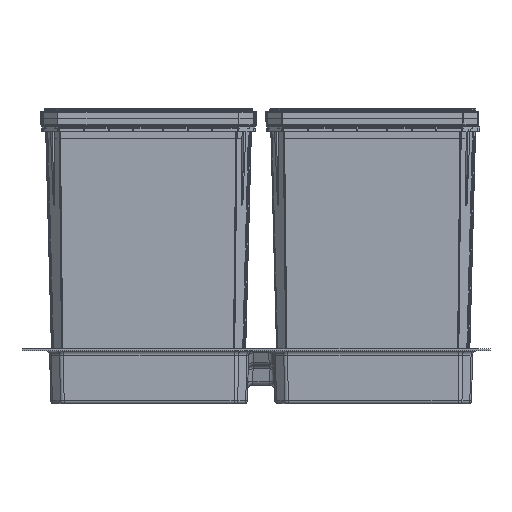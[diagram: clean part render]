
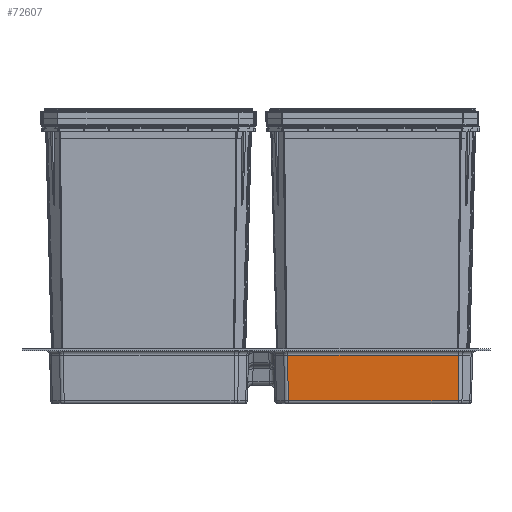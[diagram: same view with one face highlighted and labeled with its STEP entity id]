
A CAD part, front view. The second image highlights one B-rep face of the part: STEP entity #72607.
In plain terms, the highlighted face is planar.
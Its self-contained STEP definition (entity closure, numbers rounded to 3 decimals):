
#8624=FACE_OUTER_BOUND('',#12902,.T.);
#12902=EDGE_LOOP('',(#47697,#47698,#47699,#47700));
#17385=LINE('',#123487,#23026);
#17390=LINE('',#123538,#23031);
#17391=LINE('',#123539,#23032);
#17392=LINE('',#123540,#23033);
#23026=VECTOR('',#85945,1000.);
#23031=VECTOR('',#85956,1000.);
#23032=VECTOR('',#85957,1000.);
#23033=VECTOR('',#85958,1000.);
#28878=VERTEX_POINT('',#123485);
#28879=VERTEX_POINT('',#123486);
#28884=VERTEX_POINT('',#123536);
#28885=VERTEX_POINT('',#123537);
#35857=EDGE_CURVE('',#28878,#28879,#17385,.T.);
#35864=EDGE_CURVE('',#28884,#28885,#17390,.T.);
#35865=EDGE_CURVE('',#28885,#28878,#17391,.T.);
#35866=EDGE_CURVE('',#28884,#28879,#17392,.T.);
#47697=ORIENTED_EDGE('',*,*,#35864,.T.);
#47698=ORIENTED_EDGE('',*,*,#35865,.T.);
#47699=ORIENTED_EDGE('',*,*,#35857,.T.);
#47700=ORIENTED_EDGE('',*,*,#35866,.F.);
#66583=PLANE('',#77323);
#72607=ADVANCED_FACE('',(#8624),#66583,.T.);
#77323=AXIS2_PLACEMENT_3D('',#123535,#85954,#85955);
#85945=DIRECTION('',(-0.026,-0.011,1.));
#85954=DIRECTION('center_axis',(-1.,0.,
-0.026));
#85955=DIRECTION('ref_axis',(0.,-1.,0.));
#85956=DIRECTION('',(0.026,-0.011,-1.));
#85957=DIRECTION('',(0.,-1.,0.));
#85958=DIRECTION('',(0.,-1.,0.));
#123485=CARTESIAN_POINT('',(-90.852,316.449,2.921));
#123486=CARTESIAN_POINT('',(-92.062,315.947,49.131));
#123487=CARTESIAN_POINT('',(-92.841,315.625,78.902));
#123535=CARTESIAN_POINT('Origin',(-92.841,490.003,78.895));
#123536=CARTESIAN_POINT('',(-92.062,489.06,49.131));
#123537=CARTESIAN_POINT('',(-90.852,488.558,2.921));
#123538=CARTESIAN_POINT('',(-92.841,489.382,78.902));
#123539=CARTESIAN_POINT('',(-90.852,490.003,2.921));
#123540=CARTESIAN_POINT('',(-92.062,490.003,49.131));
